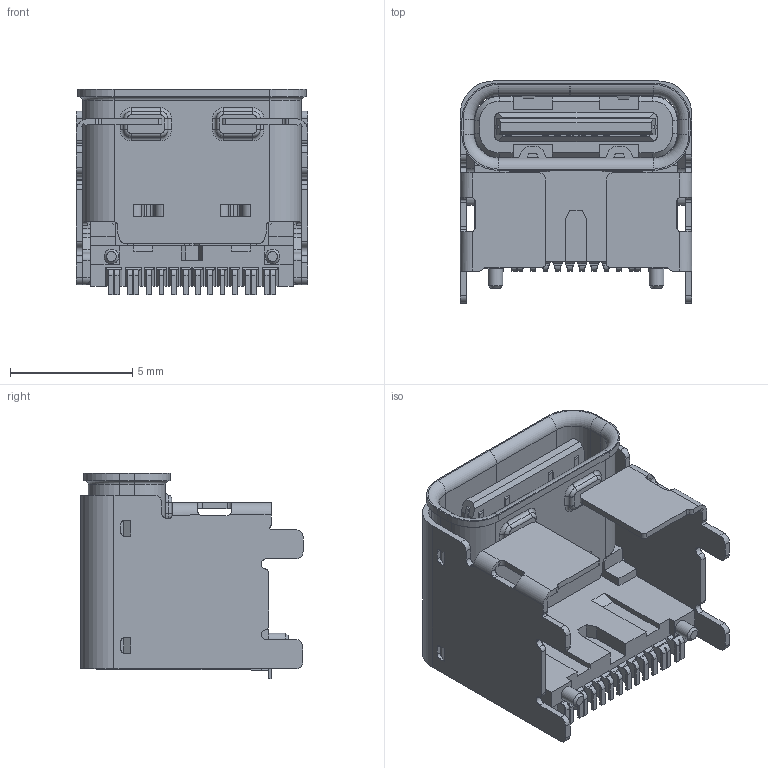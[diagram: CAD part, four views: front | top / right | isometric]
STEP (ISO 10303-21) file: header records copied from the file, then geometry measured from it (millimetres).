
FILE_DESCRIPTION(/* description */ ('STEP AP203'),/* implementation_level */ '2;1');
FILE_NAME(/* name */ '2171800001',/* time_stamp */ '2023-08-15T16:46:25+02:00',/* author */ ('License CC BY-ND 4.0'),/* organization */ ('CADENAS'),/* preprocessor_version */ 'ST-DEVELOPER v19.3',/* originating_system */ 'PARTsolutions',/* authorisation */ ' ');
FILE_SCHEMA (('CONFIG_CONTROL_DESIGN'));
Length unit declared in the file: millimetre
Products named in the file (17): 2171800001; 2171800001_PART16; 2171800001_PART15; 2171800001_PART14; 2171800001_PART13; 2171800001_PART12; 2171800001_PART11; 2171800001_PART10; 2171800001_PART9; 2171800001_PART8; 2171800001_PART7; 2171800001_PART6; 2171800001_PART5; 2171800001_PART4; 2171800001_PART3; 2171800001_PART2; 2171800001_PART1
Assembly tree (16 placements, depth 2):
  2171800001
    2171800001_PART16
    2171800001_PART15
    2171800001_PART14
    2171800001_PART13
    2171800001_PART12
    2171800001_PART11
    2171800001_PART10
    2171800001_PART9
    2171800001_PART8
    2171800001_PART7
    2171800001_PART6
    2171800001_PART5
    2171800001_PART4
    2171800001_PART3
    2171800001_PART2
    2171800001_PART1
Bounding box: 9.47 x 9.09 x 8.4 mm (x, y, z)
Volume: 0.4 mm3; surface area: 1044.8 mm2
Topology: 14 solids, 758 shells, 1245 faces, 5722 edges, 5204 vertices
Faces by surface type: plane 819, cylinder 338, torus 54, cone 18, bspline 16
Full cylindrical faces by diameter (mm): 0.6 x2
Entity records: 60193 total; most frequent: CARTESIAN_POINT 14217, DIRECTION 9072, ORIENTED_EDGE 6836, EDGE_CURVE 5696, VERTEX_POINT 5192, LINE 4058, VECTOR 4058, AXIS2_PLACEMENT_3D 2507
